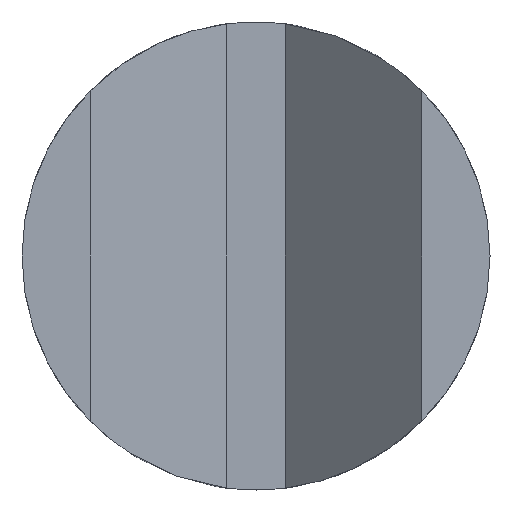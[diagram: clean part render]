
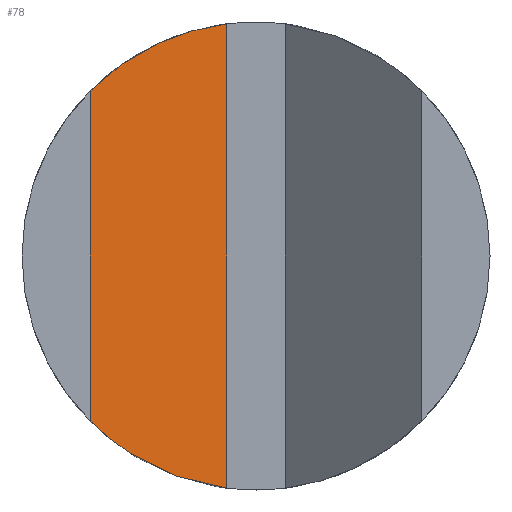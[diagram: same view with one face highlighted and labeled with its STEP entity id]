
A CAD part, left-side view. The second image highlights one B-rep face of the part: STEP entity #78.
In plain terms, the highlighted planar face has unit normal (-0.707, -0.707, 0).
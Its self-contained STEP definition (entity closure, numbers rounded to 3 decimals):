
#78 = ADVANCED_FACE( '', ( #97 ), #98, .F. );
#97 = FACE_OUTER_BOUND( '', #128, .T. );
#98 = PLANE( '', #129 );
#128 = EDGE_LOOP( '', ( #180, #181, #182, #183 ) );
#129 = AXIS2_PLACEMENT_3D( '', #184, #185, #186 );
#180 = ORIENTED_EDGE( '', *, *, #279, .F. );
#181 = ORIENTED_EDGE( '', *, *, #283, .F. );
#182 = ORIENTED_EDGE( '', *, *, #284, .F. );
#183 = ORIENTED_EDGE( '', *, *, #285, .F. );
#184 = CARTESIAN_POINT( '', ( -13., 1.5, 15. ) );
#185 = DIRECTION( '', ( 0.707, 0.707, 0. ) );
#186 = DIRECTION( '', ( 0.707, -0.707, 0. ) );
#279 = EDGE_CURVE( '', #324, #326, #327, .T. );
#283 = EDGE_CURVE( '', #333, #324, #334, .T. );
#284 = EDGE_CURVE( '', #335, #333, #336, .T. );
#285 = EDGE_CURVE( '', #326, #335, #337, .T. );
#324 = VERTEX_POINT( '', #386 );
#326 = VERTEX_POINT( '', #389 );
#327 = ELLIPSE( '', #390, 16.971, 12. );
#333 = VERTEX_POINT( '', #397 );
#334 = LINE( '', #398, #399 );
#335 = VERTEX_POINT( '', #400 );
#336 = ELLIPSE( '', #401, 16.971, 12. );
#337 = LINE( '', #402, #403 );
#386 = CARTESIAN_POINT( '', ( -13., 1.5, -11.906 ) );
#389 = CARTESIAN_POINT( '', ( -20., 8.5, -8.471 ) );
#390 = AXIS2_PLACEMENT_3D( '', #453, #454, #455 );
#397 = CARTESIAN_POINT( '', ( -13., 1.5, 11.906 ) );
#398 = CARTESIAN_POINT( '', ( -13., 1.5, 15. ) );
#399 = VECTOR( '', #463, 1. );
#400 = CARTESIAN_POINT( '', ( -20., 8.5, 8.471 ) );
#401 = AXIS2_PLACEMENT_3D( '', #464, #465, #466 );
#402 = CARTESIAN_POINT( '', ( -20., 8.5, 7.5 ) );
#403 = VECTOR( '', #467, 1. );
#453 = CARTESIAN_POINT( '', ( -11.5, 0., 0. ) );
#454 = DIRECTION( '', ( 0.707, 0.707, 0. ) );
#455 = DIRECTION( '', ( 0.707, -0.707, 0. ) );
#463 = DIRECTION( '', ( 0., 0., -1. ) );
#464 = CARTESIAN_POINT( '', ( -11.5, 0., 0. ) );
#465 = DIRECTION( '', ( 0.707, 0.707, 0. ) );
#466 = DIRECTION( '', ( 0.707, -0.707, 0. ) );
#467 = DIRECTION( '', ( 0., 0., 1. ) );
